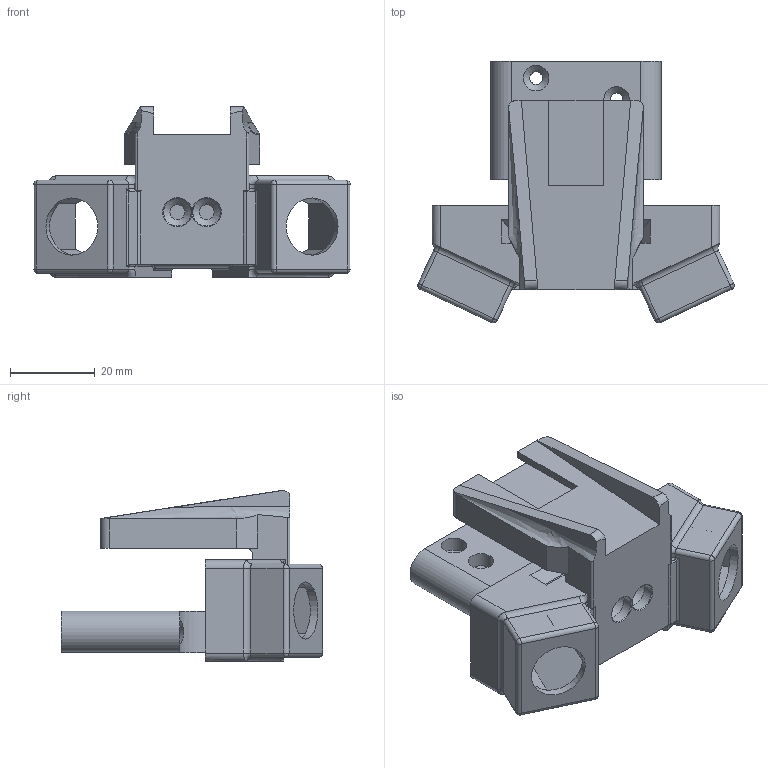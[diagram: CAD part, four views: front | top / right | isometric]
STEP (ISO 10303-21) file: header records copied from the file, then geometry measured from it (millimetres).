
FILE_DESCRIPTION(/* description */ (''),/* implementation_level */ '2;1');
FILE_NAME(/* name */ 'Mod RCN1 v21.step',/* time_stamp */ '2025-05-07T11:07:58+02:00',/* author */ (''),/* organization */ (''),/* preprocessor_version */ 'ST-DEVELOPER v20.1',/* originating_system */ 'Autodesk Translation Framework v14.4.0.0',/* authorisation */ '');
FILE_SCHEMA (('AUTOMOTIVE_DESIGN { 1 0 10303 214 3 1 1 }'));
Length unit declared in the file: millimetre
Products named in the file (1): Mod RCN1
Bounding box: 74.72 x 61.77 x 40.37 mm (x, y, z)
Volume: 37507.3 mm3; surface area: 22129.5 mm2
Topology: 3 solids, 3 shells, 232 faces, 585 edges, 363 vertices
Faces by surface type: plane 107, cylinder 90, torus 12, cone 11, sphere 8, bspline 4
Full cylindrical faces by diameter (mm): 3 x3, 3.5 x2, 4.5 x6, 5 x2, 6 x5, 6.5 x4, 13.5 x2
Entity records: 7476 total; most frequent: CARTESIAN_POINT 1788, DIRECTION 1192, ORIENTED_EDGE 1170, EDGE_CURVE 585, AXIS2_PLACEMENT_3D 422, VERTEX_POINT 363, LINE 348, VECTOR 348
